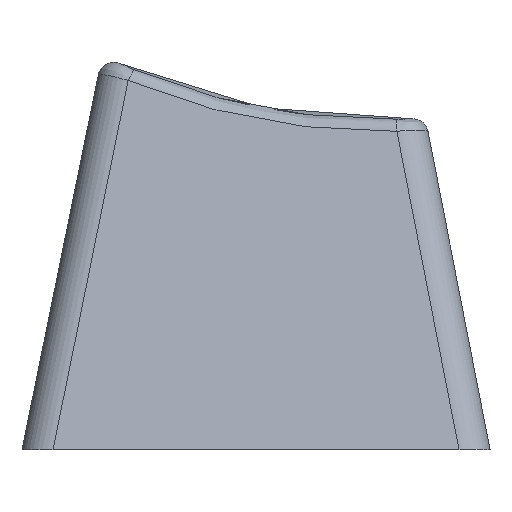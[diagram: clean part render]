
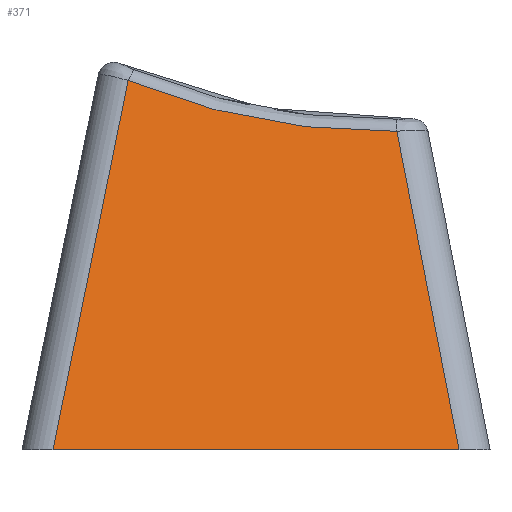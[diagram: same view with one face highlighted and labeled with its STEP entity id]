
A CAD part, left-side view. The second image highlights one B-rep face of the part: STEP entity #371.
In plain terms, the highlighted planar face has unit normal (-0.97, 0, 0.241).
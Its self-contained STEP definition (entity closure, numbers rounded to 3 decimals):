
#319=CARTESIAN_POINT('',(449.596,37.35,2.145));
#320=DIRECTION('',(-0.97,0.,0.242));
#321=DIRECTION('',(0.242,0.,0.97));
#322=AXIS2_PLACEMENT_3D('',#319,#320,#321);
#323=PLANE('',#322);
#324=CARTESIAN_POINT('',(449.062,29.413,0.));
#325=VERTEX_POINT('',#324);
#326=CARTESIAN_POINT('',(452.161,31.841,12.447));
#327=VERTEX_POINT('',#326);
#328=CARTESIAN_POINT('',(449.062,29.415,0.));
#329=DIRECTION('',(0.237,0.186,0.953));
#330=VECTOR('',#329,13.055);
#331=LINE('',#328,#330);
#332=EDGE_CURVE('',#325,#327,#331,.T.);
#333=ORIENTED_EDGE('',*,*,#332,.T.);
#334=CARTESIAN_POINT('',(452.654,42.349,14.43));
#335=VERTEX_POINT('',#334);
#336=CARTESIAN_POINT('',(452.161,31.841,12.447));
#337=CARTESIAN_POINT('',(452.156,32.741,12.43));
#338=CARTESIAN_POINT('',(452.164,33.638,12.46));
#339=CARTESIAN_POINT('',(452.183,34.533,12.536));
#340=CARTESIAN_POINT('',(452.201,35.428,12.611));
#341=CARTESIAN_POINT('',(452.232,36.321,12.733));
#342=CARTESIAN_POINT('',(452.273,37.203,12.899));
#343=CARTESIAN_POINT('',(452.294,37.644,12.982));
#344=CARTESIAN_POINT('',(452.317,38.082,13.077));
#345=CARTESIAN_POINT('',(452.344,38.518,13.182));
#346=CARTESIAN_POINT('',(452.37,38.954,13.288));
#347=CARTESIAN_POINT('',(452.399,39.388,13.405));
#348=CARTESIAN_POINT('',(452.431,39.818,13.533));
#349=CARTESIAN_POINT('',(452.494,40.677,13.788));
#350=CARTESIAN_POINT('',(452.569,41.521,14.087));
#351=CARTESIAN_POINT('',(452.654,42.349,14.43));
#352=B_SPLINE_CURVE_WITH_KNOTS('',3,(#336,#337,#338,#339,#340,#341,#342,#343,#344,#345,#346,#347,#348,#349,#350,#351),.UNSPECIFIED.,.F.,.F.,(4,3,3,3,3,4),(0.,0.003,0.005,0.007,0.008,0.011),.UNSPECIFIED.);
#353=EDGE_CURVE('',#327,#335,#352,.T.);
#354=ORIENTED_EDGE('',*,*,#353,.T.);
#355=CARTESIAN_POINT('',(449.062,45.287,0.));
#356=VERTEX_POINT('',#355);
#357=CARTESIAN_POINT('',(452.654,42.349,14.43));
#358=DIRECTION('',(-0.237,0.194,-0.952));
#359=VECTOR('',#358,15.158);
#360=LINE('',#357,#359);
#361=EDGE_CURVE('',#335,#356,#360,.T.);
#362=ORIENTED_EDGE('',*,*,#361,.T.);
#363=CARTESIAN_POINT('',(449.062,45.287,0.));
#364=DIRECTION('',(-0.,-1.,-0.));
#365=VECTOR('',#364,15.874);
#366=LINE('',#363,#365);
#367=EDGE_CURVE('',#356,#325,#366,.T.);
#368=ORIENTED_EDGE('',*,*,#367,.T.);
#369=EDGE_LOOP('',(#333,#354,#362,#368));
#370=FACE_BOUND('',#369,.T.);
#371=ADVANCED_FACE('',(#370),#323,.T.);
